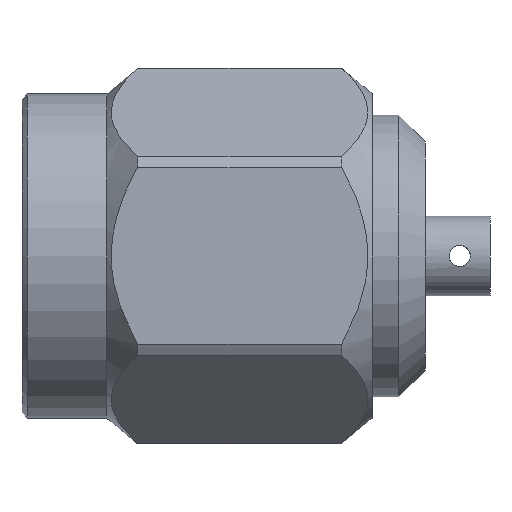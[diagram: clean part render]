
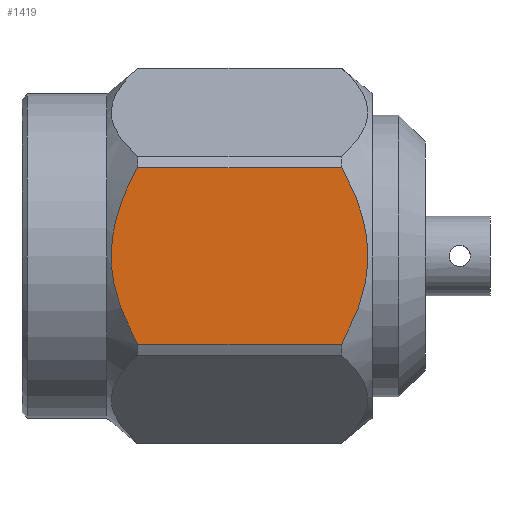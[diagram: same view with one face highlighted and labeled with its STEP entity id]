
A CAD part, front view. The second image highlights one B-rep face of the part: STEP entity #1419.
In plain terms, the highlighted planar face has unit normal (0, -1, 0).
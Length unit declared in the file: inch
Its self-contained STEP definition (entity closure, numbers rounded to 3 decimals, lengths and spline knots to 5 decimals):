
#65 = CARTESIAN_POINT ( 'NONE',  ( 0.1089, -0.15625, 0.08326 ) ) ;
#74 = CARTESIAN_POINT ( 'NONE',  ( 0.30498, -0.15625, -0.07632 ) ) ;
#76 = LINE ( 'NONE', #1227, #2609 ) ;
#87 = CARTESIAN_POINT ( 'NONE',  ( 0.30892, -0.15625, 0.0693 ) ) ;
#125 = VECTOR ( 'NONE', #2181, 39.37008 ) ;
#149 = CARTESIAN_POINT ( 'NONE',  ( 0.08924, -0.15625, 0.03698 ) ) ;
#184 = ORIENTED_EDGE ( 'NONE', *, *, #1649, .F. ) ;
#218 = DIRECTION ( 'NONE',  ( 0., -1., 0. ) ) ;
#309 = CARTESIAN_POINT ( 'NONE',  ( 0.09582, -0.15625, -0.05635 ) ) ;
#317 = CARTESIAN_POINT ( 'NONE',  ( 0.09136, -0.15625, -0.044 ) ) ;
#328 = CARTESIAN_POINT ( 'NONE',  ( 0.31697, -0.15625, -0.04897 ) ) ;
#336 = CARTESIAN_POINT ( 'NONE',  ( 0.3011, -0.15625, 0.08326 ) ) ;
#362 = CARTESIAN_POINT ( 'NONE',  ( 0.08853, -0.15625, 0.03426 ) ) ;
#369 = B_SPLINE_CURVE_WITH_KNOTS ( 'NONE', 3,
 ( #2277, #74, #1717, #626, #328, #2538, #609, #920, #1195, #1746, #1185, #2527, #3366, #3081, #897, #2802, #1173, #3064, #2007, #1438, #87, #336 ),
 .UNSPECIFIED., .F., .F.,
 ( 4, 1, 1, 1, 1, 2, 2, 2, 1, 1, 1, 1, 2, 2, 4 ),
 ( 0., 0.125, 0.1875, 0.21875, 0.23438, 0.24219, 0.25, 0.5, 0.625, 0.6875, 0.71875, 0.73438, 0.74219, 0.75, 1. ),
 .UNSPECIFIED. ) ;
#376 = VERTEX_POINT ( 'NONE', #1057 ) ;
#465 = CARTESIAN_POINT ( 'NONE',  ( 0.3011, -0.15625, 0.08326 ) ) ;
#583 = CARTESIAN_POINT ( 'NONE',  ( 0.09393, -0.15625, -0.0514 ) ) ;
#609 = CARTESIAN_POINT ( 'NONE',  ( 0.31833, -0.15625, -0.04496 ) ) ;
#610 = CARTESIAN_POINT ( 'NONE',  ( 0.08472, -0.15624, 0.01451 ) ) ;
#626 = CARTESIAN_POINT ( 'NONE',  ( 0.31489, -0.15625, -0.05463 ) ) ;
#876 = CARTESIAN_POINT ( 'NONE',  ( 0.09302, -0.15625, -0.04893 ) ) ;
#888 = CARTESIAN_POINT ( 'NONE',  ( 0.08643, -0.15625, -0.02848 ) ) ;
#897 = CARTESIAN_POINT ( 'NONE',  ( 0.32082, -0.15625, 0.03676 ) ) ;
#910 = CARTESIAN_POINT ( 'NONE',  ( 0.10165, -0.15625, -0.06965 ) ) ;
#920 = CARTESIAN_POINT ( 'NONE',  ( 0.31859, -0.15625, -0.04417 ) ) ;
#929 = CARTESIAN_POINT ( 'NONE',  ( 0.09017, -0.15625, 0.04017 ) ) ;
#956 = CARTESIAN_POINT ( 'NONE',  ( 0.09533, -0.15625, 0.05646 ) ) ;
#971 = CARTESIAN_POINT ( 'NONE',  ( 0.09103, -0.15625, 0.04296 ) ) ;
#1057 = CARTESIAN_POINT ( 'NONE',  ( 0.3011, -0.15625, -0.08326 ) ) ;
#1143 = CARTESIAN_POINT ( 'NONE',  ( 0.0972, -0.15625, -0.05967 ) ) ;
#1163 = CARTESIAN_POINT ( 'NONE',  ( 0.1089, -0.15625, -0.08326 ) ) ;
#1173 = CARTESIAN_POINT ( 'NONE',  ( 0.31948, -0.15625, 0.04134 ) ) ;
#1185 = CARTESIAN_POINT ( 'NONE',  ( 0.32587, -0.15625, -0.01428 ) ) ;
#1195 = CARTESIAN_POINT ( 'NONE',  ( 0.3187, -0.15625, -0.04383 ) ) ;
#1225 = ORIENTED_EDGE ( 'NONE', *, *, #2086, .T. ) ;
#1227 = CARTESIAN_POINT ( 'NONE',  ( 0.54, -0.15625, -0.08326 ) ) ;
#1245 = LINE ( 'NONE', #1623, #125 ) ;
#1419 = ADVANCED_FACE ( 'NONE', ( #1982 ), #2136, .T. ) ;
#1421 = CARTESIAN_POINT ( 'NONE',  ( 0.09203, -0.15625, -0.04605 ) ) ;
#1438 = CARTESIAN_POINT ( 'NONE',  ( 0.31485, -0.15625, 0.05594 ) ) ;
#1559 = CARTESIAN_POINT ( 'NONE',  ( 0.1089, -0.15625, -0.08326 ) ) ;
#1623 = CARTESIAN_POINT ( 'NONE',  ( 0.54, -0.15625, 0.08326 ) ) ;
#1649 = EDGE_CURVE ( 'NONE', #2763, #3070, #1773, .T. ) ;
#1655 = AXIS2_PLACEMENT_3D ( 'NONE', #2939, #218, #2144 ) ;
#1717 = CARTESIAN_POINT ( 'NONE',  ( 0.31012, -0.15625, -0.06613 ) ) ;
#1746 = CARTESIAN_POINT ( 'NONE',  ( 0.32352, -0.15625, -0.0287 ) ) ;
#1773 = B_SPLINE_CURVE_WITH_KNOTS ( 'NONE', 3,
 ( #1163, #1974, #910, #1143, #309, #583, #876, #1421, #1989, #317, #2513, #888, #3337, #2258, #610, #2528, #2803, #362, #149, #929, #1780, #2578, #971, #956, #2294, #3129 ),
 .UNSPECIFIED., .F., .F.,
 ( 4, 2, 2, 1, 1, 2, 2, 2, 2, 2, 1, 1, 2, 2, 4 ),
 ( 0., 0.125, 0.1875, 0.21875, 0.23438, 0.24219, 0.25, 0.5, 0.625, 0.6875, 0.71875, 0.73438, 0.74219, 0.75, 1. ),
 .UNSPECIFIED. ) ;
#1780 = CARTESIAN_POINT ( 'NONE',  ( 0.09059, -0.15625, 0.04154 ) ) ;
#1864 = ORIENTED_EDGE ( 'NONE', *, *, #2001, .T. ) ;
#1974 = CARTESIAN_POINT ( 'NONE',  ( 0.10506, -0.15625, -0.07639 ) ) ;
#1982 = FACE_OUTER_BOUND ( 'NONE', #3491, .T. ) ;
#1989 = CARTESIAN_POINT ( 'NONE',  ( 0.09163, -0.15625, -0.04482 ) ) ;
#2001 = EDGE_CURVE ( 'NONE', #2167, #3070, #1245, .T. ) ;
#2007 = CARTESIAN_POINT ( 'NONE',  ( 0.31903, -0.15625, 0.04278 ) ) ;
#2081 = ORIENTED_EDGE ( 'NONE', *, *, #2307, .T. ) ;
#2086 = EDGE_CURVE ( 'NONE', #2763, #376, #76, .T. ) ;
#2136 = PLANE ( 'NONE',  #1655 ) ;
#2144 = DIRECTION ( 'NONE',  ( 0., 0., -1. ) ) ;
#2167 = VERTEX_POINT ( 'NONE', #465 ) ;
#2181 = DIRECTION ( 'NONE',  ( -1., 0., 0. ) ) ;
#2258 = CARTESIAN_POINT ( 'NONE',  ( 0.08413, -0.15625, 0.00737 ) ) ;
#2277 = CARTESIAN_POINT ( 'NONE',  ( 0.3011, -0.15625, -0.08326 ) ) ;
#2294 = CARTESIAN_POINT ( 'NONE',  ( 0.10124, -0.15625, 0.06959 ) ) ;
#2307 = EDGE_CURVE ( 'NONE', #376, #2167, #369, .T. ) ;
#2513 = CARTESIAN_POINT ( 'NONE',  ( 0.09124, -0.15625, -0.04364 ) ) ;
#2527 = CARTESIAN_POINT ( 'NONE',  ( 0.32589, -0.15625, 0.00695 ) ) ;
#2528 = CARTESIAN_POINT ( 'NONE',  ( 0.08648, -0.15624, 0.02526 ) ) ;
#2538 = CARTESIAN_POINT ( 'NONE',  ( 0.31793, -0.15625, -0.04616 ) ) ;
#2566 = DIRECTION ( 'NONE',  ( 1., 0., 0. ) ) ;
#2578 = CARTESIAN_POINT ( 'NONE',  ( 0.09087, -0.15625, 0.04245 ) ) ;
#2609 = VECTOR ( 'NONE', #2566, 39.37008 ) ;
#2763 = VERTEX_POINT ( 'NONE', #1559 ) ;
#2802 = CARTESIAN_POINT ( 'NONE',  ( 0.31989, -0.15625, 0.03996 ) ) ;
#2803 = CARTESIAN_POINT ( 'NONE',  ( 0.08721, -0.15624, 0.02885 ) ) ;
#2939 = CARTESIAN_POINT ( 'NONE',  ( 0.54, -0.15625, -0.09021 ) ) ;
#3064 = CARTESIAN_POINT ( 'NONE',  ( 0.31919, -0.15625, 0.04226 ) ) ;
#3070 = VERTEX_POINT ( 'NONE', #65 ) ;
#3081 = CARTESIAN_POINT ( 'NONE',  ( 0.32248, -0.15625, 0.03036 ) ) ;
#3129 = CARTESIAN_POINT ( 'NONE',  ( 0.1089, -0.15625, 0.08326 ) ) ;
#3337 = CARTESIAN_POINT ( 'NONE',  ( 0.0841, -0.15625, -0.01436 ) ) ;
#3366 = CARTESIAN_POINT ( 'NONE',  ( 0.32502, -0.15625, 0.01767 ) ) ;
#3491 = EDGE_LOOP ( 'NONE', ( #1864, #184, #1225, #2081 ) ) ;
